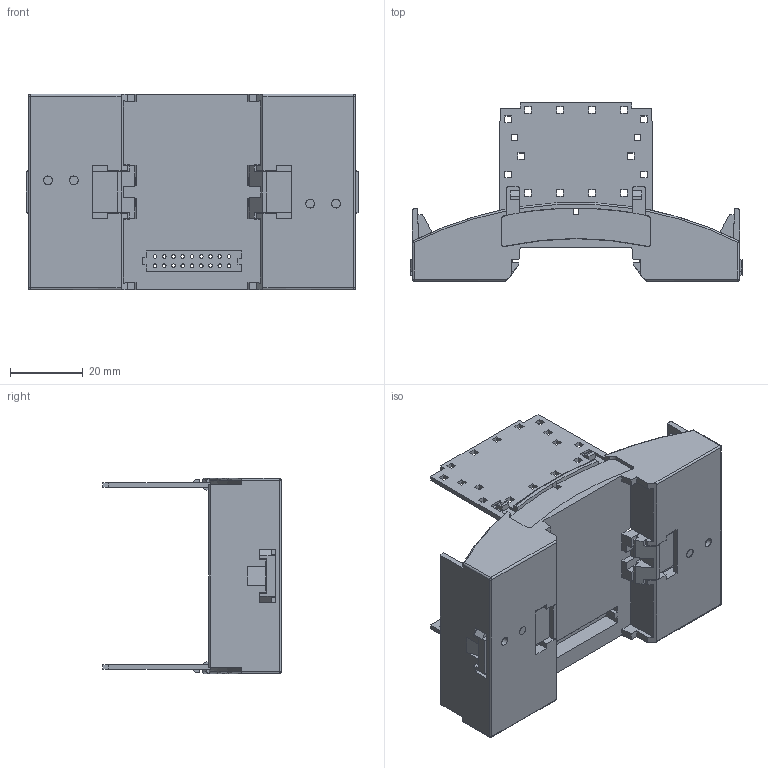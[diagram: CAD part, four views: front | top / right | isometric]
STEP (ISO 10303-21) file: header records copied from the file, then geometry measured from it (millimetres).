
FILE_DESCRIPTION(('Creo Elements/Direct Modeling STEP Export'),'2;1');
FILE_NAME('model.stp','2019-02-26T 9:08:36',(''),(''),'Creo Elements/Direct Modeling STEP processor for AP214 (Solid Model)','Creo Elements/Direct Modeling 20.1A 29-Sep-2018 (C) Parametric Technology GmbH','');
FILE_SCHEMA(('AUTOMOTIVE_DESIGN { 1 0 10303 214 1 1 1 1 }'));
Length unit declared in the file: millimetre
Products named in the file (3): Fussriegel_14.4_L30_Sperr_H.Select__00370451; BC_53_6_GEH-UT_HBUS_H.Select__00383604; BC_53.6_UT_HBUS_Tecdoc__00867743
Assembly tree (3 placements, depth 2):
  BC_53.6_UT_HBUS_Tecdoc__00867743
    BC_53_6_GEH-UT_HBUS_H.Select__00383604
    Fussriegel_14.4_L30_Sperr_H.Select__00370451  x2
Bounding box: 91 x 48.9 x 53.6 mm (x, y, z)
Volume: 23294.5 mm3; surface area: 30441 mm2
Topology: 3 solids, 3 shells, 619 faces, 1846 edges, 1210 vertices
Faces by surface type: plane 505, cylinder 86, cone 18, torus 6, sphere 4
Entity records: 19909 total; most frequent: CARTESIAN_POINT 4174, ORIENTED_EDGE 3466, DIRECTION 2912, EDGE_CURVE 1733, VECTOR 1480, LINE 1480, VERTEX_POINT 1138, AXIS2_PLACEMENT_3D 716
